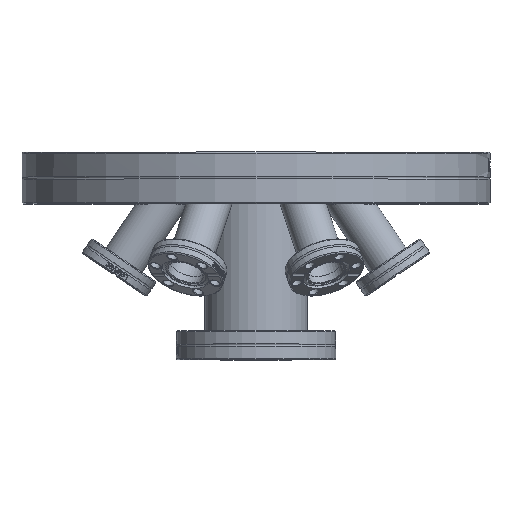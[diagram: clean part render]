
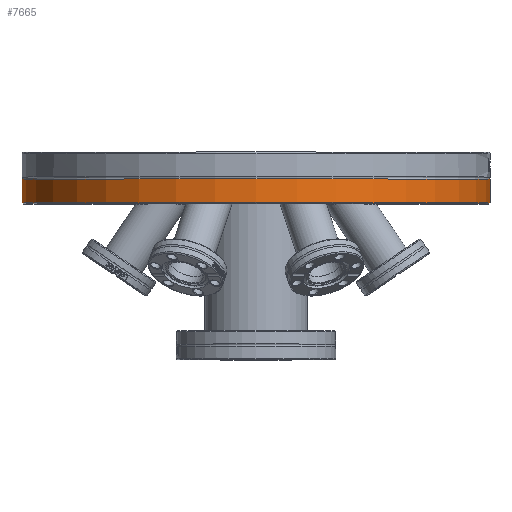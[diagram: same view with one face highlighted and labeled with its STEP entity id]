
A CAD part, top view. The second image highlights one B-rep face of the part: STEP entity #7665.
In plain terms, the highlighted cylindrical face has radius 101.5 mm (diameter 203 mm), a full revolution.
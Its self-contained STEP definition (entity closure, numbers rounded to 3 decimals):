
#884=CIRCLE('',#8244,101.5);
#885=CIRCLE('',#8245,101.5);
#907=CIRCLE('',#8269,101.5);
#908=CIRCLE('',#8270,101.5);
#909=CIRCLE('',#8271,101.5);
#1237=FACE_OUTER_BOUND('',#1708,.T.);
#1708=EDGE_LOOP('',(#5248,#5249,#5250,#5251,#5252,#5253,#5254));
#2219=LINE('',#10983,#2674);
#2674=VECTOR('',#9072,101.5);
#3202=VERTEX_POINT('',#10928);
#3203=VERTEX_POINT('',#10929);
#3225=VERTEX_POINT('',#10977);
#3226=VERTEX_POINT('',#10978);
#3227=VERTEX_POINT('',#10980);
#4003=EDGE_CURVE('',#3202,#3203,#884,.T.);
#4004=EDGE_CURVE('',#3203,#3202,#885,.T.);
#4027=EDGE_CURVE('',#3225,#3226,#907,.T.);
#4028=EDGE_CURVE('',#3227,#3225,#908,.T.);
#4029=EDGE_CURVE('',#3226,#3227,#909,.T.);
#4030=EDGE_CURVE('',#3226,#3203,#2219,.T.);
#5248=ORIENTED_EDGE('',*,*,#4027,.F.);
#5249=ORIENTED_EDGE('',*,*,#4028,.F.);
#5250=ORIENTED_EDGE('',*,*,#4029,.F.);
#5251=ORIENTED_EDGE('',*,*,#4030,.T.);
#5252=ORIENTED_EDGE('',*,*,#4003,.F.);
#5253=ORIENTED_EDGE('',*,*,#4004,.F.);
#5254=ORIENTED_EDGE('',*,*,#4030,.F.);
#7575=CYLINDRICAL_SURFACE('',#8268,101.5);
#7665=ADVANCED_FACE('',(#1237),#7575,.T.);
#8244=AXIS2_PLACEMENT_3D('',#10930,#9015,#9016);
#8245=AXIS2_PLACEMENT_3D('',#10931,#9017,#9018);
#8268=AXIS2_PLACEMENT_3D('',#10976,#9064,#9065);
#8269=AXIS2_PLACEMENT_3D('',#10979,#9066,#9067);
#8270=AXIS2_PLACEMENT_3D('',#10981,#9068,#9069);
#8271=AXIS2_PLACEMENT_3D('',#10982,#9070,#9071);
#9015=DIRECTION('center_axis',(0.,-1.,0.));
#9016=DIRECTION('ref_axis',(1.,0.,0.));
#9017=DIRECTION('center_axis',(0.,-1.,0.));
#9018=DIRECTION('ref_axis',(1.,0.,0.));
#9064=DIRECTION('center_axis',(0.,1.,0.));
#9065=DIRECTION('ref_axis',(-1.,0.,0.));
#9066=DIRECTION('center_axis',(0.,1.,0.));
#9067=DIRECTION('ref_axis',(1.,0.,0.));
#9068=DIRECTION('center_axis',(0.,1.,0.));
#9069=DIRECTION('ref_axis',(1.,0.,0.));
#9070=DIRECTION('center_axis',(0.,1.,0.));
#9071=DIRECTION('ref_axis',(1.,0.,0.));
#9072=DIRECTION('',(0.,-1.,0.));
#10928=CARTESIAN_POINT('',(-101.5,0.5,0.));
#10929=CARTESIAN_POINT('',(101.5,0.5,0.));
#10930=CARTESIAN_POINT('Origin',(0.,0.5,0.));
#10931=CARTESIAN_POINT('Origin',(0.,0.5,0.));
#10976=CARTESIAN_POINT('Origin',(0.,5.356,0.));
#10977=CARTESIAN_POINT('',(-101.5,10.713,0.));
#10978=CARTESIAN_POINT('',(101.5,10.713,0.));
#10979=CARTESIAN_POINT('Origin',(0.,10.713,0.));
#10980=CARTESIAN_POINT('',(0.,10.713,-101.5));
#10981=CARTESIAN_POINT('Origin',(0.,10.713,0.));
#10982=CARTESIAN_POINT('Origin',(0.,10.713,0.));
#10983=CARTESIAN_POINT('',(101.5,5.356,0.));
